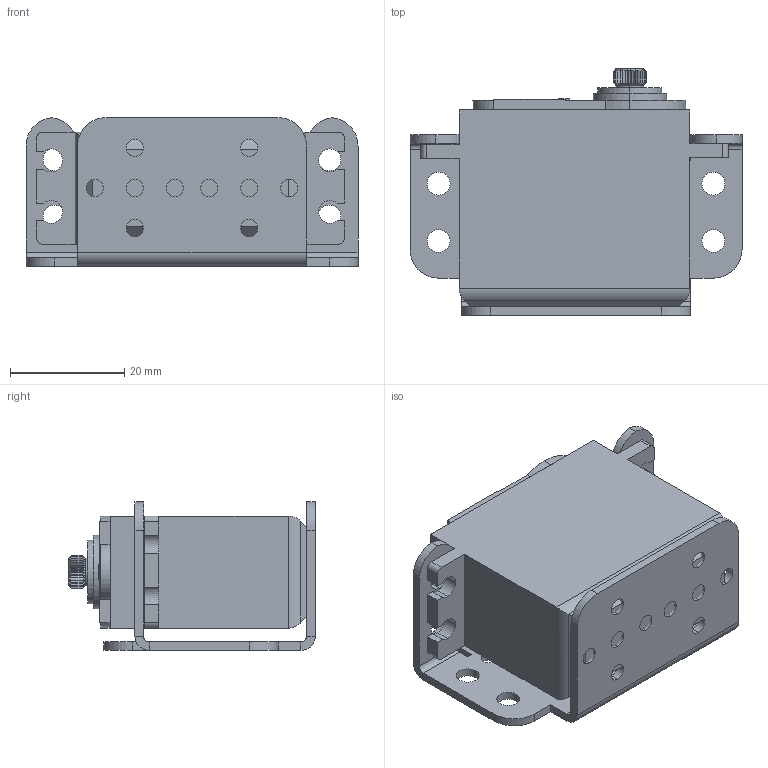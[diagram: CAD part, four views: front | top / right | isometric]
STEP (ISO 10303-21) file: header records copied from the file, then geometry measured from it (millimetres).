
FILE_DESCRIPTION (( 'STEP AP214' ), '1' );
FILE_NAME ('servo_recubierto.STEP', '2019-04-01T18:53:43', ( 'MariaConsuegra' ), ( '' ), 'SwSTEP 2.0', 'SolidWorks 2015', '' );
FILE_SCHEMA (( 'AUTOMOTIVE_DESIGN' ));
Length unit declared in the file: millimetre
Products named in the file (3): Standard Servo; cobertura_servo; servo_recubierto
Assembly tree (2 placements, depth 2):
  servo_recubierto
    cobertura_servo
    Standard Servo
Bounding box: 58 x 43.07 x 26 mm (x, y, z)
Volume: 33423 mm3; surface area: 13358.4 mm2
Topology: 2 solids, 2 shells, 530 faces, 1485 edges, 973 vertices
Faces by surface type: plane 269, cylinder 173, cone 72, torus 16
Entity records: 22200 total; most frequent: CARTESIAN_POINT 3715, ORIENTED_EDGE 2970, DIRECTION 2834, EDGE_CURVE 1485, AXIS2_PLACEMENT_3D 1020, VERTEX_POINT 973, VECTOR 794, LINE 794
